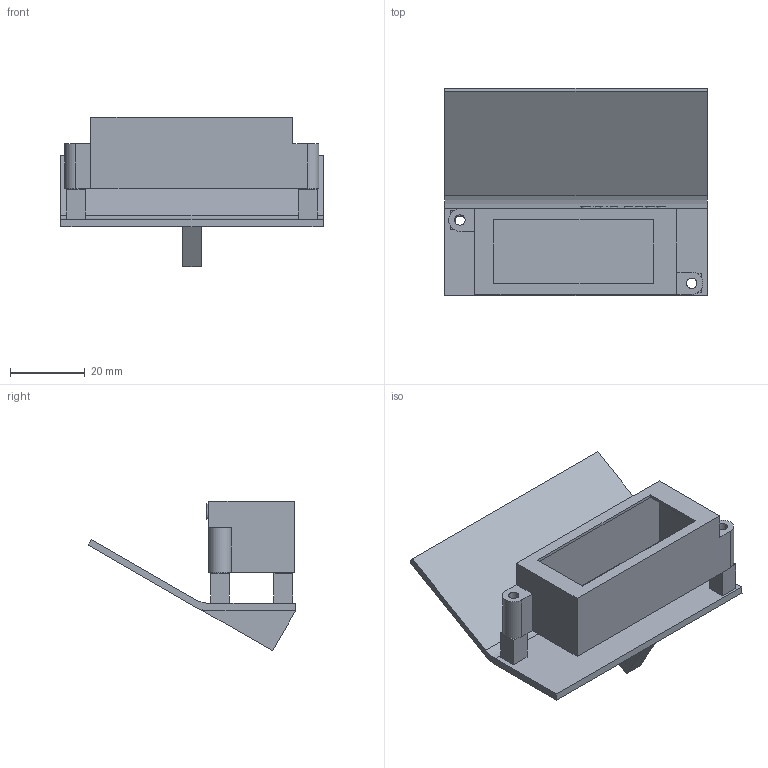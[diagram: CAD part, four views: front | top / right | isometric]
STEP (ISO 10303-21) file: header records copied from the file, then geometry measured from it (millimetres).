
FILE_DESCRIPTION(/* description */ ('STEP AP242','CAx-IF Rec.Pracs.---Representation and Presentation of Product Manufacturing Information (PMI)---4.0---2014-10-13','CAx-IF Rec.Pracs.---3D Tessellated Geometry---0.4---2014-09-14','2;1'),/* implementation_level */ '2;1');
FILE_NAME(/* name */ '66c23942a1e777135fe1f89e',/* time_stamp */ '2024-08-18T18:11:14Z',/* author */ (''),/* organization */ (''),/* preprocessor_version */ 'ST-DEVELOPER v20',/* originating_system */ ' ',/* authorisation */ ' ');
FILE_SCHEMA (('AP242_MANAGED_MODEL_BASED_3D_ENGINEERING_MIM_LF { 1 0 10303 442 1 1 4 }'));
Length unit declared in the file: metre
Products named in the file (4): Clock assembly; Part 1
Assembly tree (4 placements, depth 2):
  Clock assembly
    Part 1  x2
    Part 1
    Part 1
Bounding box: 70 x 55.38 x 39.85 mm (x, y, z)
Volume: 11990 mm3; surface area: 17048.1 mm2
Topology: 4 solids, 4 shells, 202 faces, 549 edges, 366 vertices
Faces by surface type: plane 113, bspline 79, cylinder 10
Full cylindrical faces by diameter (mm): 2.8 x6
Entity records: 6466 total; most frequent: CARTESIAN_POINT 1950, ORIENTED_EDGE 1054, DIRECTION 631, EDGE_CURVE 527, VERTEX_POINT 354, LINE 349, VECTOR 349, EDGE_LOOP 223
